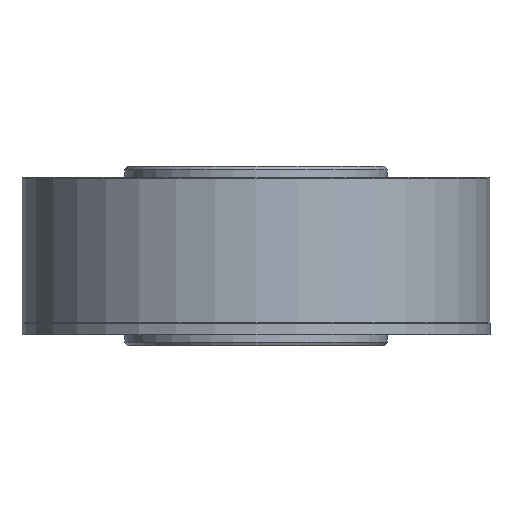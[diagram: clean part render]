
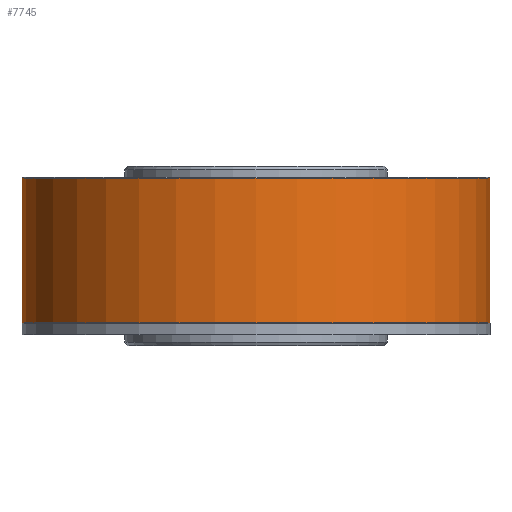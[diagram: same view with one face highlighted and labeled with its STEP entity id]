
A CAD part, front view. The second image highlights one B-rep face of the part: STEP entity #7745.
In plain terms, the highlighted cylindrical face has radius 62.5 mm (diameter 125 mm), a full revolution.
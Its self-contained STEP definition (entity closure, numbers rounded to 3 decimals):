
#21 = CARTESIAN_POINT ( 'NONE',  ( 15.1, 60.648, 39. ) ) ;
#201 = ORIENTED_EDGE ( 'NONE', *, *, #5136, .T. ) ;
#586 = VECTOR ( 'NONE', #1498, 1000. ) ;
#654 = EDGE_CURVE ( 'NONE', #3668, #5669, #2881, .T. ) ;
#659 = CARTESIAN_POINT ( 'NONE',  ( 62.5, 0., 0.2 ) ) ;
#807 = AXIS2_PLACEMENT_3D ( 'NONE', #1741, #3860, #6075 ) ;
#966 = ORIENTED_EDGE ( 'NONE', *, *, #4657, .T. ) ;
#1238 = CIRCLE ( 'NONE', #807, 62.5 ) ;
#1281 = CARTESIAN_POINT ( 'NONE',  ( 15.1, 60.648, 2.9 ) ) ;
#1444 = VECTOR ( 'NONE', #4903, 1000. ) ;
#1498 = DIRECTION ( 'NONE',  ( 0., 0., -1. ) ) ;
#1706 = VERTEX_POINT ( 'NONE', #4737 ) ;
#1741 = CARTESIAN_POINT ( 'NONE',  ( 0., 0., 0.2 ) ) ;
#2100 = CIRCLE ( 'NONE', #7558, 62.5 ) ;
#2340 = CARTESIAN_POINT ( 'NONE',  ( 62.5, 0., 38.8 ) ) ;
#2604 = CIRCLE ( 'NONE', #7774, 62.5 ) ;
#2747 = ORIENTED_EDGE ( 'NONE', *, *, #3912, .T. ) ;
#2845 = ORIENTED_EDGE ( 'NONE', *, *, #654, .T. ) ;
#2881 = LINE ( 'NONE', #8495, #586 ) ;
#2913 = ORIENTED_EDGE ( 'NONE', *, *, #5490, .T. ) ;
#3074 = CARTESIAN_POINT ( 'NONE',  ( 0., 0., 33.1 ) ) ;
#3197 = FACE_OUTER_BOUND ( 'NONE', #5138, .T. ) ;
#3229 = DIRECTION ( 'NONE',  ( 0., 0., -1. ) ) ;
#3350 = DIRECTION ( 'NONE',  ( 0., 0., -1. ) ) ;
#3608 = CIRCLE ( 'NONE', #6548, 62.5 ) ;
#3668 = VERTEX_POINT ( 'NONE', #5139 ) ;
#3816 = VERTEX_POINT ( 'NONE', #2340 ) ;
#3860 = DIRECTION ( 'NONE',  ( 0., 0., 1. ) ) ;
#3912 = EDGE_CURVE ( 'NONE', #7442, #1706, #6291, .T. ) ;
#4247 = AXIS2_PLACEMENT_3D ( 'NONE', #8818, #6053, #8861 ) ;
#4657 = EDGE_CURVE ( 'NONE', #5482, #5482, #1238, .T. ) ;
#4672 = EDGE_LOOP ( 'NONE', ( #966 ) ) ;
#4737 = CARTESIAN_POINT ( 'NONE',  ( 15.1, 60.648, 33.1 ) ) ;
#4903 = DIRECTION ( 'NONE',  ( 0., 0., 1. ) ) ;
#5136 = EDGE_CURVE ( 'NONE', #1706, #3668, #2100, .T. ) ;
#5138 = EDGE_LOOP ( 'NONE', ( #6699 ) ) ;
#5139 = CARTESIAN_POINT ( 'NONE',  ( -15.1, 60.648, 33.1 ) ) ;
#5237 = CARTESIAN_POINT ( 'NONE',  ( 0., 0., 38.8 ) ) ;
#5444 = DIRECTION ( 'NONE',  ( -1., 0., 0. ) ) ;
#5482 = VERTEX_POINT ( 'NONE', #659 ) ;
#5490 = EDGE_CURVE ( 'NONE', #5669, #7442, #3608, .T. ) ;
#5669 = VERTEX_POINT ( 'NONE', #5719 ) ;
#5719 = CARTESIAN_POINT ( 'NONE',  ( -15.1, 60.648, 2.9 ) ) ;
#5967 = FACE_BOUND ( 'NONE', #7162, .T. ) ;
#6015 = CYLINDRICAL_SURFACE ( 'NONE', #4247, 62.5 ) ;
#6053 = DIRECTION ( 'NONE',  ( 0., 0., -1. ) ) ;
#6075 = DIRECTION ( 'NONE',  ( 1., 0., 0. ) ) ;
#6167 = DIRECTION ( 'NONE',  ( 1., 0., 0. ) ) ;
#6291 = LINE ( 'NONE', #21, #1444 ) ;
#6548 = AXIS2_PLACEMENT_3D ( 'NONE', #6780, #3229, #5444 ) ;
#6699 = ORIENTED_EDGE ( 'NONE', *, *, #7368, .T. ) ;
#6780 = CARTESIAN_POINT ( 'NONE',  ( 0., 0., 2.9 ) ) ;
#7162 = EDGE_LOOP ( 'NONE', ( #2747, #201, #2845, #2913 ) ) ;
#7368 = EDGE_CURVE ( 'NONE', #3816, #3816, #2604, .T. ) ;
#7441 = FACE_OUTER_BOUND ( 'NONE', #4672, .T. ) ;
#7442 = VERTEX_POINT ( 'NONE', #1281 ) ;
#7558 = AXIS2_PLACEMENT_3D ( 'NONE', #3074, #8004, #8050 ) ;
#7745 = ADVANCED_FACE ( 'NONE', ( #3197, #7441, #5967 ), #6015, .T. ) ;
#7774 = AXIS2_PLACEMENT_3D ( 'NONE', #5237, #3350, #6167 ) ;
#8004 = DIRECTION ( 'NONE',  ( 0., 0., 1. ) ) ;
#8050 = DIRECTION ( 'NONE',  ( 1., 0., 0. ) ) ;
#8495 = CARTESIAN_POINT ( 'NONE',  ( -15.1, 60.648, 39. ) ) ;
#8818 = CARTESIAN_POINT ( 'NONE',  ( 0., 0., 39. ) ) ;
#8861 = DIRECTION ( 'NONE',  ( -1., 0., 0. ) ) ;
